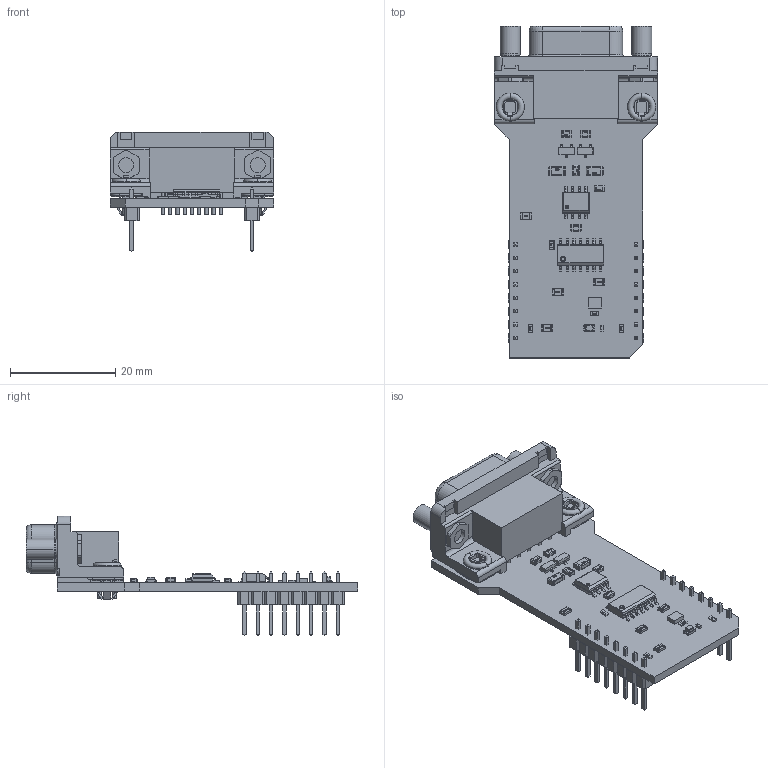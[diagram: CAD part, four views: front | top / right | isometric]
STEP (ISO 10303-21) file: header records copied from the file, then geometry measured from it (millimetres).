
FILE_DESCRIPTION(('Open CASCADE Model'),'2;1');
FILE_NAME('Open CASCADE Shape Model','2020-09-17T11:20:05',('Author'),( 'Open CASCADE'),'Open CASCADE STEP processor 6.8','Open CASCADE 6.8' ,'Unknown');
FILE_SCHEMA(('AUTOMOTIVE_DESIGN { 1 0 10303 214 1 1 1 1 }'));
Length unit declared in the file: millimetre
Products named in the file (57): PCB; Board; PWR; led_0805_green; C3; CAP_C_0603; C5; C6; CAP_C_0805; C7; C8; C9; C10; D1; SOT-23; D2; R1; RES_1206; R2; U2; SOIC-8; User_Library-SOIC-8_SOIC-8_Body_1; User_Library-SOIC-8_SOIC-8_Pins_1; J2; 5747840-5-d-3d; U1; SOIC-14; User_Library-SOIC-14-150_pin_SOIC_SO-150_1; User_Library-SOIC-14-150_SOIC_150_SOIC_8.75X4_1; C1; C2; U3; -1836359088; Extruded; J3; User_Library-R_0805; MIKROBUS; -1821239968; User_Library-PinHeaderX3_PinHeader_Body_1; User_Library-PinHeaderX3_PinHeader_Pins_1 ...
Assembly tree (82 placements, depth 4):
  PCB
    Board
    PWR
      led_0805_green
    C3
      CAP_C_0603
    C5
      CAP_C_0603
    C6
      CAP_C_0805
    C7
      CAP_C_0805
    C8
      CAP_C_0805
    C9
      CAP_C_0805
    C10
      CAP_C_0805
    D1
      SOT-23
    D2
      SOT-23
    R1
      RES_1206
    R2
      RES_1206
    U2
      SOIC-8
        User_Library-SOIC-8_SOIC-8_Body_1
        User_Library-SOIC-8_SOIC-8_Pins_1
    J2
      5747840-5-d-3d
    U1
      SOIC-14
        User_Library-SOIC-14-150_pin_SOIC_SO-150_1  x14
        User_Library-SOIC-14-150_SOIC_150_SOIC_8.75X4_1
    C1
      CAP_C_0603
    C2
      CAP_C_0603
    U3
      -1836359088
        Extruded
    J3
      User_Library-R_0805
    MIKROBUS
      -1821239968
        User_Library-PinHeaderX3_PinHeader_Body_1
        User_Library-PinHeaderX3_PinHeader_Pins_1
      -1824230576
        User_Library-PinHeaderX3_PinHeader_Body_1
        User_Library-PinHeaderX3_PinHeader_Pins_1
      -1824228656
        User_Library-PinHeaderX5-1_PinHeaderX5_Pins_1
        User_Library-PinHeaderX5-1_PinHeaderX5_Body_1
      -1824230320
        User_Library-PinHeaderX5-1_PinHeaderX5_Pins_1
        User_Library-PinHeaderX5-1_PinHeaderX5_Body_1
    R4
      -1836359360  x2
Bounding box: 31.1 x 63.13 x 22.78 mm (x, y, z)
Volume: 5903.9 mm3; surface area: 7939.7 mm2
Topology: 61 solids, 63 shells, 2800 faces, 6996 edges, 4374 vertices
Faces by surface type: plane 1559, bspline 579, cylinder 554, sphere 92, torus 12, cone 4
Entity records: 62117 total; most frequent: CARTESIAN_POINT 17756, ORIENTED_EDGE 7790, DIRECTION 7117, EDGE_CURVE 3895, LINE 2919, VECTOR 2919, VERTEX_POINT 2478, AXIS2_PLACEMENT_3D 2099
